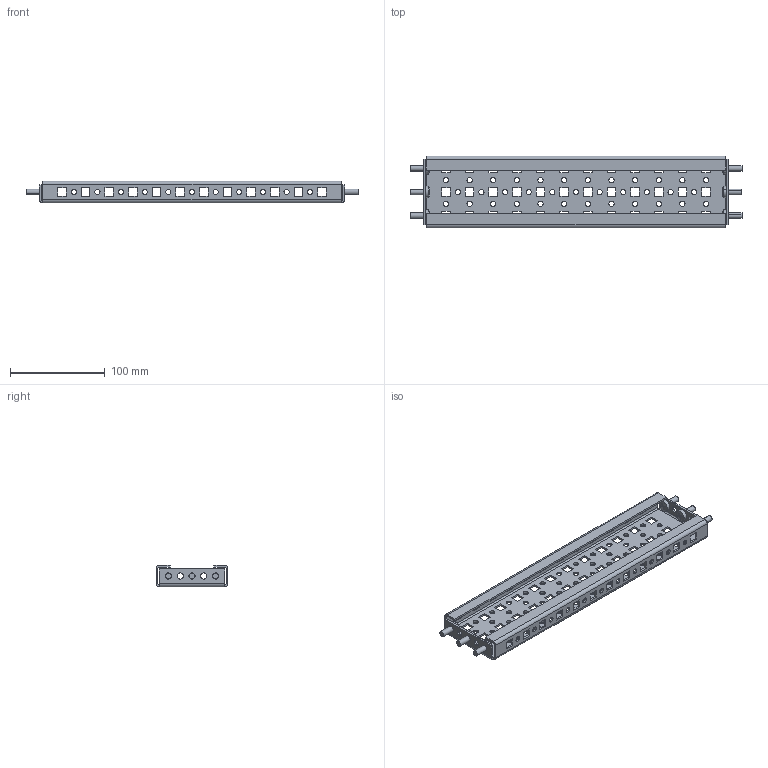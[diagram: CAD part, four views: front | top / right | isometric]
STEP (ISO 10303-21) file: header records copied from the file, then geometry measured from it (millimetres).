
FILE_DESCRIPTION (( 'STEP AP214' ), '1' );
FILE_NAME ('ARW400T Ðåéêà øèðîêàÿ ñ òîðöåâûì ìîíòàæîì.step', '2020-11-05T13:41:15', ( '' ), ( '' ), 'SwSTEP 2.0', 'SolidWorks 2019', '' );
FILE_SCHEMA (( 'AUTOMOTIVE_DESIGN' ));
Length unit declared in the file: millimetre
Products named in the file (3): ARW400T Ðåéêà øèðîêàÿ ñ òîðöåâûì ìîíòàæîì; AVT001.00.01.24 Ðåéêà øèðîêàÿ_00; Âèíò ñàìîíàðåçàþùèé Ì6 DIN 7516À_6å16
Assembly tree (7 placements, depth 2):
  ARW400T Ðåéêà øèðîêàÿ ñ òîðöåâûì ìîíòàæîì
    AVT001.00.01.24 Ðåéêà øèðîêàÿ_00
    Âèíò ñàìîíàðåçàþùèé Ì6 DIN 7516À_6å16  x6
Bounding box: 351 x 76 x 23 mm (x, y, z)
Volume: 84916.1 mm3; surface area: 93541.3 mm2
Topology: 7 solids, 7 shells, 598 faces, 1686 edges, 1108 vertices
Faces by surface type: plane 372, cylinder 214, sphere 12
Entity records: 16878 total; most frequent: CARTESIAN_POINT 2847, ORIENTED_EDGE 2832, DIRECTION 2828, EDGE_CURVE 1416, LINE 1010, VECTOR 1010, VERTEX_POINT 928, AXIS2_PLACEMENT_3D 909
